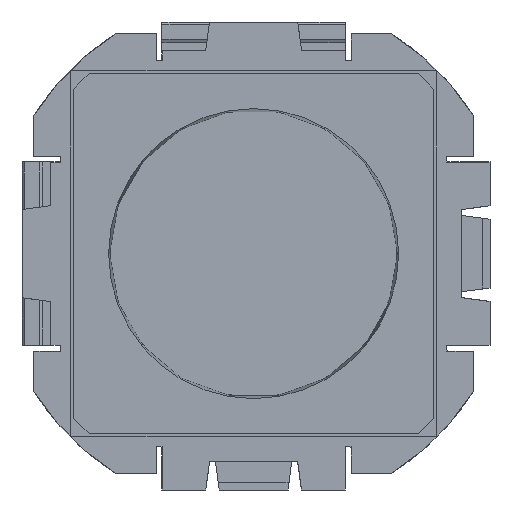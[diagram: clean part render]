
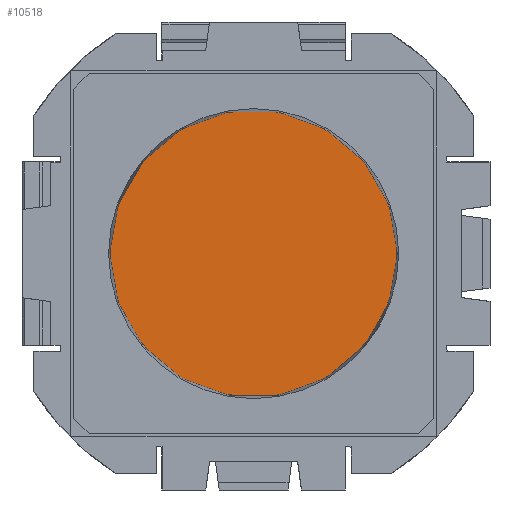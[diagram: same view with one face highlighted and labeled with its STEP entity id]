
A CAD part, front view. The second image highlights one B-rep face of the part: STEP entity #10518.
In plain terms, the highlighted planar face has unit normal (0, -1, 0).
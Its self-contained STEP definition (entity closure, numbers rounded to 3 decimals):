
#678=CIRCLE('',#11296,75.15);
#679=CIRCLE('',#11297,75.15);
#1194=FACE_OUTER_BOUND('',#1752,.T.);
#1752=EDGE_LOOP('',(#9002,#9003));
#4699=VERTEX_POINT('',#20147);
#4700=VERTEX_POINT('',#20148);
#6153=EDGE_CURVE('',#4699,#4700,#678,.T.);
#6155=EDGE_CURVE('',#4700,#4699,#679,.T.);
#9002=ORIENTED_EDGE('',*,*,#6153,.F.);
#9003=ORIENTED_EDGE('',*,*,#6155,.F.);
#9455=PLANE('',#11298);
#10518=ADVANCED_FACE('',(#1194),#9455,.T.);
#11296=AXIS2_PLACEMENT_3D('',#20149,#13724,#13725);
#11297=AXIS2_PLACEMENT_3D('',#20151,#13727,#13728);
#11298=AXIS2_PLACEMENT_3D('',#20152,#13729,#13730);
#13724=DIRECTION('center_axis',(0.,1.,0.));
#13725=DIRECTION('ref_axis',(1.,0.,0.));
#13727=DIRECTION('center_axis',(0.,1.,0.));
#13728=DIRECTION('ref_axis',(1.,0.,0.));
#13729=DIRECTION('center_axis',(0.,-1.,0.));
#13730=DIRECTION('ref_axis',(0.,0.,-1.));
#20147=CARTESIAN_POINT('',(32.159,-4.5,-67.921));
#20148=CARTESIAN_POINT('',(-75.15,-4.5,0.));
#20149=CARTESIAN_POINT('Origin',(0.,-4.5,0.));
#20151=CARTESIAN_POINT('Origin',(0.,-4.5,0.));
#20152=CARTESIAN_POINT('Origin',(-37.575,-4.5,0.));
